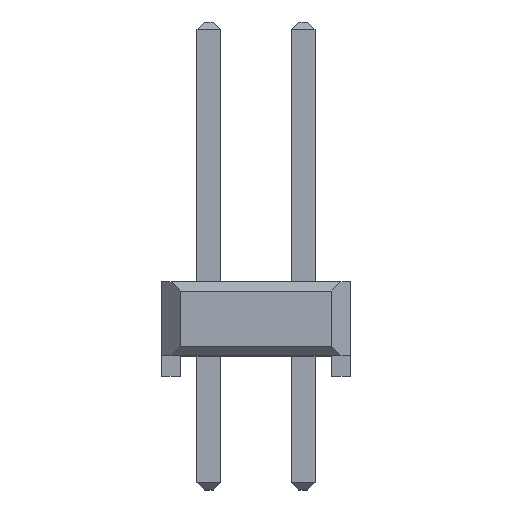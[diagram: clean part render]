
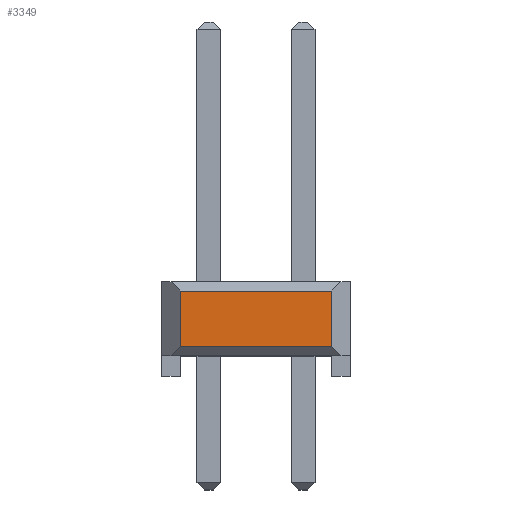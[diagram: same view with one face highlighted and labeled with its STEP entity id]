
A CAD part, top view. The second image highlights one B-rep face of the part: STEP entity #3349.
In plain terms, the highlighted planar face has unit normal (0, 0, 1).
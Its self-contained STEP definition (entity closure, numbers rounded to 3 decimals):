
#55 = PLANE ( 'NONE',  #4410 ) ;
#257 = CARTESIAN_POINT ( 'NONE',  ( -2.04, -0.75, 6.35 ) ) ;
#472 = CARTESIAN_POINT ( 'NONE',  ( 2.04, -0.75, 6.35 ) ) ;
#560 = EDGE_CURVE ( 'NONE', #4111, #4483, #1884, .T. ) ;
#657 = VECTOR ( 'NONE', #5524, 1000. ) ;
#770 = VERTEX_POINT ( 'NONE', #472 ) ;
#874 = ORIENTED_EDGE ( 'NONE', *, *, #560, .F. ) ;
#1010 = CARTESIAN_POINT ( 'NONE',  ( 2.04, 0.75, 6.35 ) ) ;
#1053 = EDGE_CURVE ( 'NONE', #4483, #1475, #2984, .T. ) ;
#1089 = EDGE_CURVE ( 'NONE', #4111, #770, #4208, .T. ) ;
#1280 = DIRECTION ( 'NONE',  ( 0., 0., -1. ) ) ;
#1369 = CARTESIAN_POINT ( 'NONE',  ( 2.04, -6., 6.35 ) ) ;
#1421 = VECTOR ( 'NONE', #5369, 1000. ) ;
#1475 = VERTEX_POINT ( 'NONE', #1010 ) ;
#1572 = CARTESIAN_POINT ( 'NONE',  ( -4.46, -0.75, 6.35 ) ) ;
#1575 = EDGE_LOOP ( 'NONE', ( #3597, #3358, #874, #1727 ) ) ;
#1727 = ORIENTED_EDGE ( 'NONE', *, *, #1089, .T. ) ;
#1763 = LINE ( 'NONE', #1369, #1421 ) ;
#1884 = LINE ( 'NONE', #5033, #4284 ) ;
#1995 = DIRECTION ( 'NONE',  ( 0., 1., 0. ) ) ;
#2176 = CARTESIAN_POINT ( 'NONE',  ( -2.54, 1., 6.35 ) ) ;
#2233 = DIRECTION ( 'NONE',  ( -1., 0., 0. ) ) ;
#2984 = LINE ( 'NONE', #3280, #657 ) ;
#3280 = CARTESIAN_POINT ( 'NONE',  ( -4.46, 0.75, 6.35 ) ) ;
#3349 = ADVANCED_FACE ( 'NONE', ( #4228 ), #55, .F. ) ;
#3358 = ORIENTED_EDGE ( 'NONE', *, *, #1053, .F. ) ;
#3542 = EDGE_CURVE ( 'NONE', #770, #1475, #1763, .T. ) ;
#3568 = CARTESIAN_POINT ( 'NONE',  ( -2.04, 0.75, 6.35 ) ) ;
#3597 = ORIENTED_EDGE ( 'NONE', *, *, #3542, .T. ) ;
#4111 = VERTEX_POINT ( 'NONE', #257 ) ;
#4166 = DIRECTION ( 'NONE',  ( 1., 0., 0. ) ) ;
#4208 = LINE ( 'NONE', #1572, #4683 ) ;
#4228 = FACE_OUTER_BOUND ( 'NONE', #1575, .T. ) ;
#4284 = VECTOR ( 'NONE', #1995, 1000. ) ;
#4410 = AXIS2_PLACEMENT_3D ( 'NONE', #2176, #1280, #2233 ) ;
#4483 = VERTEX_POINT ( 'NONE', #3568 ) ;
#4683 = VECTOR ( 'NONE', #4166, 1000. ) ;
#5033 = CARTESIAN_POINT ( 'NONE',  ( -2.04, -6., 6.35 ) ) ;
#5369 = DIRECTION ( 'NONE',  ( 0., 1., 0. ) ) ;
#5524 = DIRECTION ( 'NONE',  ( 1., 0., 0. ) ) ;
